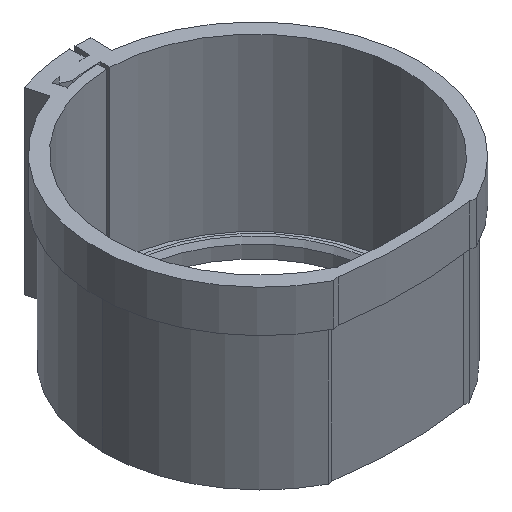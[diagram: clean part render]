
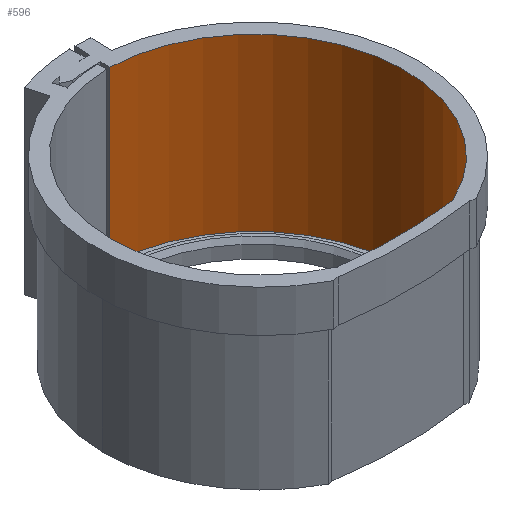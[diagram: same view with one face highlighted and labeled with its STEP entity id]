
A CAD part, isometric view. The second image highlights one B-rep face of the part: STEP entity #596.
In plain terms, the highlighted cylindrical face has radius 25 mm (diameter 50 mm), a partial arc.
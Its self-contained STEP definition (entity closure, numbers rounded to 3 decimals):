
#14 = EDGE_CURVE ( 'NONE', #949, #784, #1777, .T. ) ;
#82 = ORIENTED_EDGE ( 'NONE', *, *, #568, .T. ) ;
#104 = ORIENTED_EDGE ( 'NONE', *, *, #470, .F. ) ;
#109 = DIRECTION ( 'NONE',  ( 1., 0., 0. ) ) ;
#110 = CARTESIAN_POINT ( 'NONE',  ( 9.619, -69.336, 1.5 ) ) ;
#173 = CARTESIAN_POINT ( 'NONE',  ( 0.25, -21.511, 1.5 ) ) ;
#188 = ORIENTED_EDGE ( 'NONE', *, *, #14, .F. ) ;
#189 = DIRECTION ( 'NONE',  ( 0., 0., -1. ) ) ;
#219 = LINE ( 'NONE', #683, #1464 ) ;
#241 = CIRCLE ( 'NONE', #1374, 25. ) ;
#256 = CARTESIAN_POINT ( 'NONE',  ( 0.25, -21.511, 30. ) ) ;
#347 = AXIS2_PLACEMENT_3D ( 'NONE', #1200, #399, #109 ) ;
#368 = DIRECTION ( 'NONE',  ( 1., 0., 0. ) ) ;
#375 = CARTESIAN_POINT ( 'NONE',  ( -0.55, -46.498, 30. ) ) ;
#399 = DIRECTION ( 'NONE',  ( 0., 0., 1. ) ) ;
#401 = EDGE_LOOP ( 'NONE', ( #82, #188, #1259, #104 ) ) ;
#470 = EDGE_CURVE ( 'NONE', #917, #1220, #241, .T. ) ;
#549 = DIRECTION ( 'NONE',  ( 0., 0., -1. ) ) ;
#568 = EDGE_CURVE ( 'NONE', #917, #784, #1164, .T. ) ;
#596 = ADVANCED_FACE ( 'NONE', ( #1467 ), #1338, .F. ) ;
#618 = DIRECTION ( 'NONE',  ( -1., 0., 0. ) ) ;
#683 = CARTESIAN_POINT ( 'NONE',  ( 9.619, -69.336, 30. ) ) ;
#784 = VERTEX_POINT ( 'NONE', #173 ) ;
#797 = EDGE_CURVE ( 'NONE', #1220, #949, #219, .T. ) ;
#917 = VERTEX_POINT ( 'NONE', #256 ) ;
#949 = VERTEX_POINT ( 'NONE', #110 ) ;
#1164 = LINE ( 'NONE', #1370, #1419 ) ;
#1200 = CARTESIAN_POINT ( 'NONE',  ( -0.55, -46.498, 1.5 ) ) ;
#1220 = VERTEX_POINT ( 'NONE', #1531 ) ;
#1259 = ORIENTED_EDGE ( 'NONE', *, *, #797, .F. ) ;
#1303 = CARTESIAN_POINT ( 'NONE',  ( -0.55, -46.498, 30. ) ) ;
#1338 = CYLINDRICAL_SURFACE ( 'NONE', #1471, 25. ) ;
#1345 = DIRECTION ( 'NONE',  ( 0., 0., -1. ) ) ;
#1370 = CARTESIAN_POINT ( 'NONE',  ( 0.25, -21.511, 30. ) ) ;
#1374 = AXIS2_PLACEMENT_3D ( 'NONE', #375, #1345, #368 ) ;
#1419 = VECTOR ( 'NONE', #1775, 1000. ) ;
#1464 = VECTOR ( 'NONE', #549, 1000. ) ;
#1467 = FACE_OUTER_BOUND ( 'NONE', #401, .T. ) ;
#1471 = AXIS2_PLACEMENT_3D ( 'NONE', #1303, #189, #618 ) ;
#1531 = CARTESIAN_POINT ( 'NONE',  ( 9.619, -69.336, 30. ) ) ;
#1775 = DIRECTION ( 'NONE',  ( 0., 0., -1. ) ) ;
#1777 = CIRCLE ( 'NONE', #347, 25. ) ;
